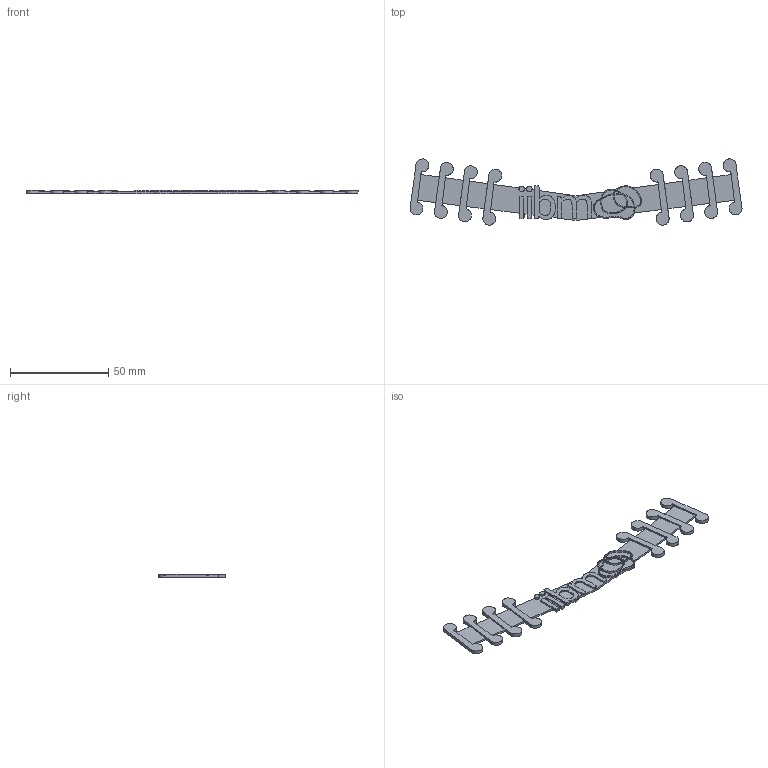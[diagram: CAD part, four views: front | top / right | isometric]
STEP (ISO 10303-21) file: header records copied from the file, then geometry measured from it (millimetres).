
FILE_DESCRIPTION(/* description */ (''),/* implementation_level */ '2;1');
FILE_NAME(/* name */ 'Strap IIBM v4.step',/* time_stamp */ '2020-11-16T14:05:27-03:00',/* author */ (''),/* organization */ (''),/* preprocessor_version */ 'ST-DEVELOPER v18.1',/* originating_system */ 'Autodesk Translation Framework v9.3.0.1241',/* authorisation */ '');
FILE_SCHEMA (('AUTOMOTIVE_DESIGN { 1 0 10303 214 3 1 1 }'));
Length unit declared in the file: millimetre
Products named in the file (1): Strap IIBM
Bounding box: 169.06 x 33.71 x 1.8 mm (x, y, z)
Volume: 3892.1 mm3; surface area: 7241.7 mm2
Topology: 1 solids, 1 shells, 477 faces, 1374 edges, 916 vertices
Faces by surface type: bspline 327, plane 150
Entity records: 16938 total; most frequent: CARTESIAN_POINT 6941, ORIENTED_EDGE 2748, EDGE_CURVE 1374, DIRECTION 1271, VERTEX_POINT 916, LINE 689, VECTOR 689, EDGE_LOOP 494
